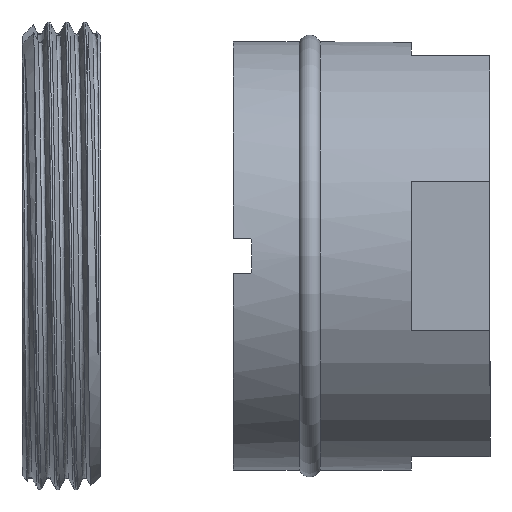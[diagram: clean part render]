
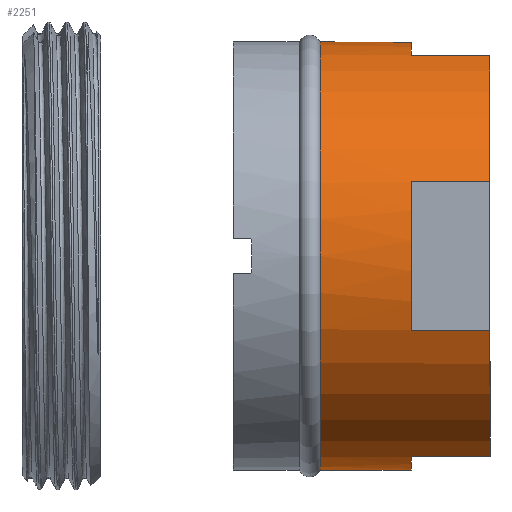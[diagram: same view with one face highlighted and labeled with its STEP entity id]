
A CAD part, front view. The second image highlights one B-rep face of the part: STEP entity #2251.
In plain terms, the highlighted cylindrical face has radius 27.2 mm (diameter 54.4 mm), a full revolution.
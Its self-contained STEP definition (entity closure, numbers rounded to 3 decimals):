
#227=CYLINDRICAL_SURFACE('',#2451,27.2);
#357=FACE_OUTER_BOUND('',#467,.T.);
#467=EDGE_LOOP('',(#1778,#1779,#1780,#1781,#1782,#1783,#1784,#1785,#1786,
#1787,#1788,#1789,#1790,#1791,#1792,#1793,#1794,#1795,#1796,#1797));
#580=LINE('',#14818,#671);
#582=LINE('',#14822,#673);
#584=LINE('',#14827,#675);
#586=LINE('',#14831,#677);
#588=LINE('',#14836,#679);
#590=LINE('',#14840,#681);
#593=LINE('',#14868,#684);
#594=LINE('',#14871,#685);
#595=LINE('',#14873,#686);
#671=VECTOR('',#2803,10.);
#673=VECTOR('',#2805,10.);
#675=VECTOR('',#2809,10.);
#677=VECTOR('',#2811,10.);
#679=VECTOR('',#2815,10.);
#681=VECTOR('',#2817,10.);
#684=VECTOR('',#2854,27.2);
#685=VECTOR('',#2857,10.);
#686=VECTOR('',#2858,10.);
#778=CIRCLE('',#2440,27.2);
#780=CIRCLE('',#2443,27.2);
#781=CIRCLE('',#2445,27.2);
#782=CIRCLE('',#2446,27.2);
#783=CIRCLE('',#2448,27.2);
#784=CIRCLE('',#2450,27.2);
#785=CIRCLE('',#2452,27.2);
#786=CIRCLE('',#2453,27.2);
#787=CIRCLE('',#2454,27.2);
#788=CIRCLE('',#2455,27.2);
#994=VERTEX_POINT('',#14816);
#995=VERTEX_POINT('',#14817);
#996=VERTEX_POINT('',#14819);
#997=VERTEX_POINT('',#14821);
#998=VERTEX_POINT('',#14825);
#999=VERTEX_POINT('',#14826);
#1000=VERTEX_POINT('',#14828);
#1001=VERTEX_POINT('',#14830);
#1002=VERTEX_POINT('',#14834);
#1003=VERTEX_POINT('',#14835);
#1004=VERTEX_POINT('',#14837);
#1005=VERTEX_POINT('',#14839);
#1009=VERTEX_POINT('',#14850);
#1011=VERTEX_POINT('',#14855);
#1012=VERTEX_POINT('',#14856);
#1013=VERTEX_POINT('',#14860);
#1014=VERTEX_POINT('',#14869);
#1015=VERTEX_POINT('',#14872);
#1280=EDGE_CURVE('',#994,#995,#580,.T.);
#1282=EDGE_CURVE('',#997,#996,#582,.T.);
#1284=EDGE_CURVE('',#998,#999,#584,.T.);
#1286=EDGE_CURVE('',#1000,#1001,#586,.T.);
#1288=EDGE_CURVE('',#1002,#1003,#588,.T.);
#1290=EDGE_CURVE('',#1004,#1005,#590,.T.);
#1295=EDGE_CURVE('',#1009,#1009,#778,.T.);
#1297=EDGE_CURVE('',#1011,#1012,#780,.T.);
#1299=EDGE_CURVE('',#1003,#1013,#781,.T.);
#1300=EDGE_CURVE('',#1013,#1005,#782,.T.);
#1301=EDGE_CURVE('',#999,#1001,#783,.T.);
#1302=EDGE_CURVE('',#996,#995,#784,.T.);
#1303=EDGE_CURVE('',#1009,#1013,#593,.T.);
#1304=EDGE_CURVE('',#1014,#1004,#785,.T.);
#1305=EDGE_CURVE('',#1014,#1011,#594,.T.);
#1306=EDGE_CURVE('',#1015,#1012,#595,.T.);
#1307=EDGE_CURVE('',#997,#1015,#786,.T.);
#1308=EDGE_CURVE('',#994,#998,#787,.T.);
#1309=EDGE_CURVE('',#1000,#1002,#788,.T.);
#1778=ORIENTED_EDGE('',*,*,#1295,.T.);
#1779=ORIENTED_EDGE('',*,*,#1303,.T.);
#1780=ORIENTED_EDGE('',*,*,#1300,.T.);
#1781=ORIENTED_EDGE('',*,*,#1290,.F.);
#1782=ORIENTED_EDGE('',*,*,#1304,.F.);
#1783=ORIENTED_EDGE('',*,*,#1305,.T.);
#1784=ORIENTED_EDGE('',*,*,#1297,.T.);
#1785=ORIENTED_EDGE('',*,*,#1306,.F.);
#1786=ORIENTED_EDGE('',*,*,#1307,.F.);
#1787=ORIENTED_EDGE('',*,*,#1282,.T.);
#1788=ORIENTED_EDGE('',*,*,#1302,.T.);
#1789=ORIENTED_EDGE('',*,*,#1280,.F.);
#1790=ORIENTED_EDGE('',*,*,#1308,.T.);
#1791=ORIENTED_EDGE('',*,*,#1284,.T.);
#1792=ORIENTED_EDGE('',*,*,#1301,.T.);
#1793=ORIENTED_EDGE('',*,*,#1286,.F.);
#1794=ORIENTED_EDGE('',*,*,#1309,.T.);
#1795=ORIENTED_EDGE('',*,*,#1288,.T.);
#1796=ORIENTED_EDGE('',*,*,#1299,.T.);
#1797=ORIENTED_EDGE('',*,*,#1303,.F.);
#2251=ADVANCED_FACE('',(#357),#227,.T.);
#2440=AXIS2_PLACEMENT_3D('',#14851,#2829,#2830);
#2443=AXIS2_PLACEMENT_3D('',#14857,#2835,#2836);
#2445=AXIS2_PLACEMENT_3D('',#14861,#2840,#2841);
#2446=AXIS2_PLACEMENT_3D('',#14862,#2842,#2843);
#2448=AXIS2_PLACEMENT_3D('',#14864,#2846,#2847);
#2450=AXIS2_PLACEMENT_3D('',#14866,#2850,#2851);
#2451=AXIS2_PLACEMENT_3D('',#14867,#2852,#2853);
#2452=AXIS2_PLACEMENT_3D('',#14870,#2855,#2856);
#2453=AXIS2_PLACEMENT_3D('',#14874,#2859,#2860);
#2454=AXIS2_PLACEMENT_3D('',#14875,#2861,#2862);
#2455=AXIS2_PLACEMENT_3D('',#14876,#2863,#2864);
#2803=DIRECTION('',(-1.,0.,0.));
#2805=DIRECTION('',(-1.,0.,0.));
#2809=DIRECTION('',(-1.,0.,0.));
#2811=DIRECTION('',(-1.,0.,0.));
#2815=DIRECTION('',(-1.,0.,0.));
#2817=DIRECTION('',(-1.,0.,0.));
#2829=DIRECTION('center_axis',(1.,0.,0.));
#2830=DIRECTION('ref_axis',(0.,0.,1.));
#2835=DIRECTION('center_axis',(-1.,0.,0.));
#2836=DIRECTION('ref_axis',(0.,-0.937,-0.348));
#2840=DIRECTION('center_axis',(-1.,0.,0.));
#2841=DIRECTION('ref_axis',(0.,0.,-1.));
#2842=DIRECTION('center_axis',(-1.,0.,0.));
#2843=DIRECTION('ref_axis',(0.,0.,-1.));
#2846=DIRECTION('center_axis',(-1.,0.,0.));
#2847=DIRECTION('ref_axis',(0.,0.937,0.348));
#2850=DIRECTION('center_axis',(-1.,0.,0.));
#2851=DIRECTION('ref_axis',(0.,0.,1.));
#2852=DIRECTION('center_axis',(-1.,0.,0.));
#2853=DIRECTION('ref_axis',(0.,0.,1.));
#2854=DIRECTION('',(1.,0.,0.));
#2855=DIRECTION('center_axis',(1.,0.,0.));
#2856=DIRECTION('ref_axis',(0.,-0.937,-0.348));
#2857=DIRECTION('',(-1.,0.,0.));
#2858=DIRECTION('',(-1.,0.,0.));
#2859=DIRECTION('center_axis',(1.,0.,0.));
#2860=DIRECTION('ref_axis',(0.,-0.348,0.937));
#2861=DIRECTION('center_axis',(-1.,0.,0.));
#2862=DIRECTION('ref_axis',(0.,0.348,0.937));
#2863=DIRECTION('center_axis',(-1.,0.,0.));
#2864=DIRECTION('ref_axis',(0.,0.937,-0.348));
#14816=CARTESIAN_POINT('',(32.6,9.465,25.5));
#14817=CARTESIAN_POINT('',(22.6,9.465,25.5));
#14818=CARTESIAN_POINT('',(32.6,9.465,25.5));
#14819=CARTESIAN_POINT('',(22.6,-9.465,25.5));
#14821=CARTESIAN_POINT('',(32.6,-9.465,25.5));
#14822=CARTESIAN_POINT('',(32.6,-9.465,25.5));
#14825=CARTESIAN_POINT('',(32.6,25.5,9.465));
#14826=CARTESIAN_POINT('',(22.6,25.5,9.465));
#14827=CARTESIAN_POINT('',(32.6,25.5,9.465));
#14828=CARTESIAN_POINT('',(32.6,25.5,-9.465));
#14830=CARTESIAN_POINT('',(22.6,25.5,-9.465));
#14831=CARTESIAN_POINT('',(32.6,25.5,-9.465));
#14834=CARTESIAN_POINT('',(32.6,9.465,-25.5));
#14835=CARTESIAN_POINT('',(22.6,9.465,-25.5));
#14836=CARTESIAN_POINT('',(32.6,9.465,-25.5));
#14837=CARTESIAN_POINT('',(32.6,-9.465,-25.5));
#14839=CARTESIAN_POINT('',(22.6,-9.465,-25.5));
#14840=CARTESIAN_POINT('',(32.6,-9.465,-25.5));
#14850=CARTESIAN_POINT('',(11.051,0.,-27.2));
#14851=CARTESIAN_POINT('Origin',(11.051,0.,0.));
#14855=CARTESIAN_POINT('',(22.6,-25.5,-9.465));
#14856=CARTESIAN_POINT('',(22.6,-25.5,9.465));
#14857=CARTESIAN_POINT('Origin',(22.6,0.,0.));
#14860=CARTESIAN_POINT('',(22.6,0.,-27.2));
#14861=CARTESIAN_POINT('Origin',(22.6,0.,0.));
#14862=CARTESIAN_POINT('Origin',(22.6,0.,0.));
#14864=CARTESIAN_POINT('Origin',(22.6,0.,0.));
#14866=CARTESIAN_POINT('Origin',(22.6,0.,0.));
#14867=CARTESIAN_POINT('Origin',(34.23,0.,0.));
#14868=CARTESIAN_POINT('',(34.23,0.,-27.2));
#14869=CARTESIAN_POINT('',(32.6,-25.5,-9.465));
#14870=CARTESIAN_POINT('Origin',(32.6,0.,0.));
#14871=CARTESIAN_POINT('',(32.6,-25.5,-9.465));
#14872=CARTESIAN_POINT('',(32.6,-25.5,9.465));
#14873=CARTESIAN_POINT('',(32.6,-25.5,9.465));
#14874=CARTESIAN_POINT('Origin',(32.6,0.,0.));
#14875=CARTESIAN_POINT('Origin',(32.6,0.,0.));
#14876=CARTESIAN_POINT('Origin',(32.6,0.,0.));
